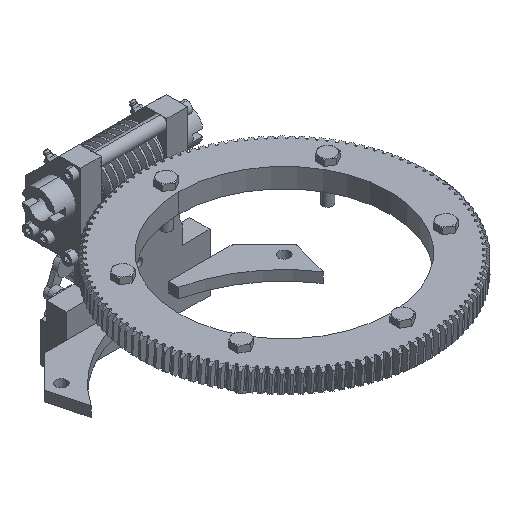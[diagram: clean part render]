
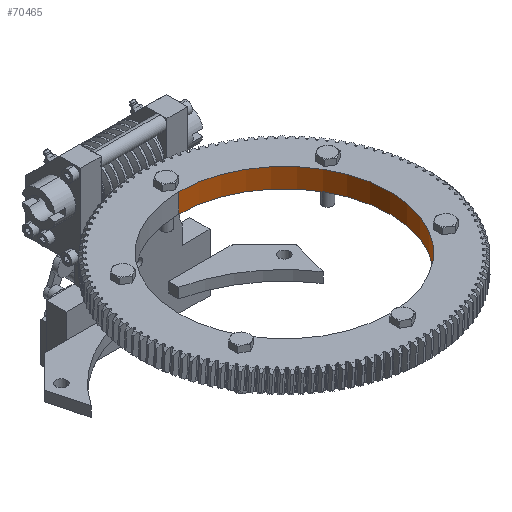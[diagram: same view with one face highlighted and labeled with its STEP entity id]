
A CAD part, isometric view. The second image highlights one B-rep face of the part: STEP entity #70465.
In plain terms, the highlighted cylindrical face has radius 125 mm (diameter 250 mm), a partial arc.
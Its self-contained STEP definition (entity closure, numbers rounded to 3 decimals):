
#342 = ORIENTED_EDGE ( 'NONE', *, *, #77660, .F. ) ;
#3177 = VECTOR ( 'NONE', #15685, 1000. ) ;
#8519 = CARTESIAN_POINT ( 'NONE',  ( 0., -125., 3. ) ) ;
#8521 = LINE ( 'NONE', #69522, #3177 ) ;
#12912 = DIRECTION ( 'NONE',  ( 0., 1., 0. ) ) ;
#13080 = VERTEX_POINT ( 'NONE', #44078 ) ;
#15685 = DIRECTION ( 'NONE',  ( 0., 0., -1. ) ) ;
#22320 = DIRECTION ( 'NONE',  ( 0., -1., 0. ) ) ;
#25122 = EDGE_CURVE ( 'NONE', #13080, #45944, #74861, .T. ) ;
#25805 = VERTEX_POINT ( 'NONE', #69047 ) ;
#28982 = AXIS2_PLACEMENT_3D ( 'NONE', #61283, #92563, #22320 ) ;
#34426 = DIRECTION ( 'NONE',  ( 0., 0., -1. ) ) ;
#39469 = DIRECTION ( 'NONE',  ( 0., 0., -1. ) ) ;
#40489 = FACE_OUTER_BOUND ( 'NONE', #58540, .T. ) ;
#43600 = CARTESIAN_POINT ( 'NONE',  ( 0., 125., 26.003 ) ) ;
#44078 = CARTESIAN_POINT ( 'NONE',  ( 0., 125., 26. ) ) ;
#45944 = VERTEX_POINT ( 'NONE', #66889 ) ;
#50717 = VERTEX_POINT ( 'NONE', #8519 ) ;
#53382 = EDGE_CURVE ( 'NONE', #25805, #50717, #8521, .T. ) ;
#54359 = CARTESIAN_POINT ( 'NONE',  ( 0., 0., 26.003 ) ) ;
#58540 = EDGE_LOOP ( 'NONE', ( #82325, #101135, #61136, #342 ) ) ;
#61136 = ORIENTED_EDGE ( 'NONE', *, *, #25122, .T. ) ;
#61283 = CARTESIAN_POINT ( 'NONE',  ( 0., 0., 26. ) ) ;
#65451 = VECTOR ( 'NONE', #34426, 1000. ) ;
#66889 = CARTESIAN_POINT ( 'NONE',  ( 0., 125., 3. ) ) ;
#69047 = CARTESIAN_POINT ( 'NONE',  ( 0., -125., 26. ) ) ;
#69522 = CARTESIAN_POINT ( 'NONE',  ( 0., -125., 26.002 ) ) ;
#70465 = ADVANCED_FACE ( 'NONE', ( #40489 ), #78922, .F. ) ;
#71635 = CIRCLE ( 'NONE', #79837, 125. ) ;
#73184 = CIRCLE ( 'NONE', #28982, 125. ) ;
#74861 = LINE ( 'NONE', #43600, #65451 ) ;
#74925 = EDGE_CURVE ( 'NONE', #25805, #13080, #73184, .T. ) ;
#77660 = EDGE_CURVE ( 'NONE', #50717, #45944, #71635, .T. ) ;
#78922 = CYLINDRICAL_SURFACE ( 'NONE', #89292, 125. ) ;
#79837 = AXIS2_PLACEMENT_3D ( 'NONE', #99580, #91861, #12912 ) ;
#82325 = ORIENTED_EDGE ( 'NONE', *, *, #53382, .F. ) ;
#89292 = AXIS2_PLACEMENT_3D ( 'NONE', #54359, #39469, #93830 ) ;
#91861 = DIRECTION ( 'NONE',  ( 0., 0., 1. ) ) ;
#92563 = DIRECTION ( 'NONE',  ( 0., 0., 1. ) ) ;
#93830 = DIRECTION ( 'NONE',  ( 0., 1., 0. ) ) ;
#99580 = CARTESIAN_POINT ( 'NONE',  ( 0., 0., 3. ) ) ;
#101135 = ORIENTED_EDGE ( 'NONE', *, *, #74925, .T. ) ;
